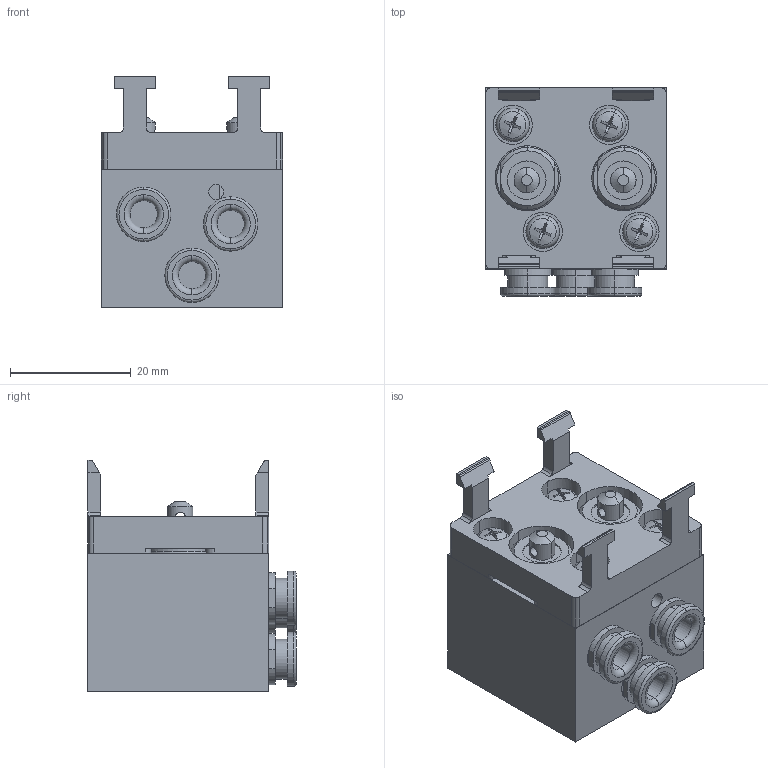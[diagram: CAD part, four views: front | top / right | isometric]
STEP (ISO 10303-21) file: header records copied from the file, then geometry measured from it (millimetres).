
FILE_DESCRIPTION((''),'2;1');
FILE_NAME('08_087_4.stp','2002-12-02T20:46:52',('Branislav Petkovic'),('AZ Pneumatica'),'AutoCAD STEP 2000i','AutoCAD 2000i','Via J. F. Kennedy, 26, 20020 Misinto (MI), ITALY');
FILE_SCHEMA(('CONFIG_CONTROL_DESIGN'));
Length unit declared in the file: millimetre
Products named in the file (10): 08_087_4; PART1A; PUSH IN 4MM; PART1AAA; PART2; PIPAK 304 MB; PART1AA; PLASICNI NOSAC VECI; PART1; RECESSED PAN HEAD SCREW - ISO 7045 - M3 X 4 - 4.8 - Z
Assembly tree (15 placements, depth 3):
  08_087_4
    PART1A
    PUSH IN 4MM  x3
      PART1AAA
      PART2
    PIPAK 304 MB  x2
      PART1AA
    PLASICNI NOSAC VECI
      PART1
      RECESSED PAN HEAD SCREW - ISO 7045 - M3 X 4 - 4.8 - Z  x4
Bounding box: 30 x 34.5 x 38.4 mm (x, y, z)
Surface area: 12220.8 mm2 (no closed solid volume)
Topology: 0 solids, 14 shells, 718 faces, 1699 edges, 1032 vertices
Faces by surface type: plane 232, cylinder 196, cone 156, torus 122, sphere 8, bspline 4
Entity records: 10318 total; most frequent: CARTESIAN_POINT 1910, DIRECTION 1871, ORIENTED_EDGE 1640, EDGE_CURVE 820, AXIS2_PLACEMENT_3D 733, VERTEX_POINT 520, VECTOR 405, LINE 405
